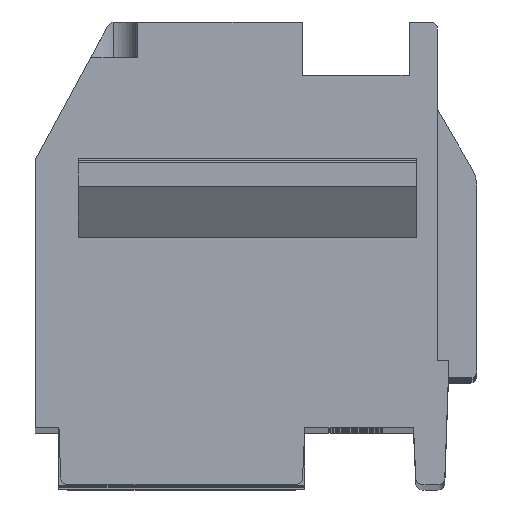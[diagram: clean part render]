
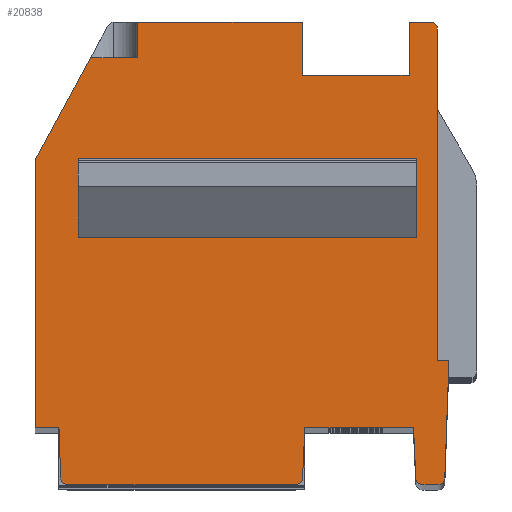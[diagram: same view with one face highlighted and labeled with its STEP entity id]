
A CAD part, top view. The second image highlights one B-rep face of the part: STEP entity #20838.
In plain terms, the highlighted planar face has unit normal (0, 0, 1).
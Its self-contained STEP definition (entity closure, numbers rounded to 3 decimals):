
#34=DIRECTION('',(0.,1.,0.));
#35=VECTOR('',#34,1.55);
#36=CARTESIAN_POINT('',(-5.188,0.15,82.5));
#37=LINE('',#36,#35);
#38=DIRECTION('',(-1.,0.,0.));
#39=VECTOR('',#38,9.5);
#40=CARTESIAN_POINT('',(4.312,0.15,82.5));
#41=LINE('',#40,#39);
#42=DIRECTION('',(0.,1.,0.));
#43=VECTOR('',#42,1.55);
#44=CARTESIAN_POINT('',(4.312,0.15,82.5));
#45=LINE('',#44,#43);
#46=DIRECTION('',(-1.,0.,0.));
#47=VECTOR('',#46,9.5);
#48=CARTESIAN_POINT('',(4.312,1.7,82.5));
#49=LINE('',#48,#47);
#50=DIRECTION('',(0.,-1.,0.));
#51=VECTOR('',#50,7.041);
#52=CARTESIAN_POINT('',(4.912,3.741,82.5));
#53=LINE('',#52,#51);
#54=DIRECTION('',(1.,0.,0.));
#55=VECTOR('',#54,0.32);
#56=CARTESIAN_POINT('',(4.912,-3.3,82.5));
#57=LINE('',#56,#55);
#58=DIRECTION('',(-0.035,-0.999,0.));
#59=VECTOR('',#58,0.502);
#60=CARTESIAN_POINT('',(5.232,-3.3,82.5));
#61=LINE('',#60,#59);
#62=DIRECTION('',(0.035,0.999,0.));
#63=VECTOR('',#62,2.807);
#64=CARTESIAN_POINT('',(5.116,-6.607,82.5));
#65=LINE('',#64,#63);
#66=CARTESIAN_POINT('',(4.916,-6.6,82.5));
#67=DIRECTION('',(0.,0.,-1.));
#68=DIRECTION('',(0.999,-0.035,0.));
#69=AXIS2_PLACEMENT_3D('',#66,#67,#68);
#71=DIRECTION('',(-1.,0.,0.));
#72=VECTOR('',#71,0.416);
#73=CARTESIAN_POINT('',(4.916,-6.8,82.5));
#74=LINE('',#73,#72);
#75=CARTESIAN_POINT('',(4.501,-6.6,82.5));
#76=DIRECTION('',(0.,0.,-1.));
#77=DIRECTION('',(0.,-1.,0.));
#78=AXIS2_PLACEMENT_3D('',#75,#76,#77);
#80=DIRECTION('',(-0.045,0.999,0.));
#81=VECTOR('',#80,1.411);
#82=CARTESIAN_POINT('',(4.301,-6.609,82.5));
#83=LINE('',#82,#81);
#84=DIRECTION('',(-1.,0.,0.));
#85=VECTOR('',#84,3.052);
#86=CARTESIAN_POINT('',(4.237,-5.2,82.5));
#87=LINE('',#86,#85);
#88=DIRECTION('',(0.045,0.999,0.));
#89=VECTOR('',#88,1.411);
#90=CARTESIAN_POINT('',(1.12,-6.609,82.5));
#91=LINE('',#90,#89);
#92=CARTESIAN_POINT('',(0.92,-6.6,82.5));
#93=DIRECTION('',(0.,0.,1.));
#94=DIRECTION('',(0.,-1.,0.));
#95=AXIS2_PLACEMENT_3D('',#92,#93,#94);
#97=DIRECTION('',(1.,0.,0.));
#98=VECTOR('',#97,6.396);
#99=CARTESIAN_POINT('',(-5.475,-6.8,82.5));
#100=LINE('',#99,#98);
#101=CARTESIAN_POINT('',(-5.475,-6.6,82.5));
#102=DIRECTION('',(0.,0.,1.));
#103=DIRECTION('',(-0.999,-0.035,0.));
#104=AXIS2_PLACEMENT_3D('',#101,#102,#103);
#106=DIRECTION('',(0.035,-0.999,0.));
#107=VECTOR('',#106,1.408);
#108=CARTESIAN_POINT('',(-5.724,-5.2,82.5));
#109=LINE('',#108,#107);
#110=DIRECTION('',(1.,0.,0.));
#111=VECTOR('',#110,0.664);
#112=CARTESIAN_POINT('',(-6.388,-5.2,82.5));
#113=LINE('',#112,#111);
#114=DIRECTION('',(0.,1.,0.));
#115=VECTOR('',#114,7.53);
#116=CARTESIAN_POINT('',(-6.388,-5.2,82.5));
#117=LINE('',#116,#115);
#118=DIRECTION('',(-0.477,-0.879,0.));
#119=VECTOR('',#118,3.266);
#120=CARTESIAN_POINT('',(-4.83,5.2,82.5));
#121=LINE('',#120,#119);
#122=DIRECTION('',(1.,0.,0.));
#123=VECTOR('',#122,1.316);
#124=CARTESIAN_POINT('',(-4.83,5.2,82.5));
#125=LINE('',#124,#123);
#126=DIRECTION('',(0.,1.,0.));
#127=VECTOR('',#126,1.);
#128=CARTESIAN_POINT('',(-3.514,5.2,82.5));
#129=LINE('',#128,#127);
#130=DIRECTION('',(-1.,0.,0.));
#131=VECTOR('',#130,4.626);
#132=CARTESIAN_POINT('',(1.112,6.2,82.5));
#133=LINE('',#132,#131);
#134=DIRECTION('',(0.,-1.,0.));
#135=VECTOR('',#134,1.5);
#136=CARTESIAN_POINT('',(1.112,6.2,82.5));
#137=LINE('',#136,#135);
#138=DIRECTION('',(1.,0.,0.));
#139=VECTOR('',#138,3.);
#140=CARTESIAN_POINT('',(1.112,4.7,82.5));
#141=LINE('',#140,#139);
#142=DIRECTION('',(0.,-1.,0.));
#143=VECTOR('',#142,1.5);
#144=CARTESIAN_POINT('',(4.112,6.2,82.5));
#145=LINE('',#144,#143);
#146=DIRECTION('',(-1.,0.,0.));
#147=VECTOR('',#146,0.6);
#148=CARTESIAN_POINT('',(4.712,6.2,82.5));
#149=LINE('',#148,#147);
#150=CARTESIAN_POINT('',(4.712,6.,82.5));
#151=DIRECTION('',(0.,0.,1.));
#152=DIRECTION('',(1.,0.,0.));
#153=AXIS2_PLACEMENT_3D('',#150,#151,#152);
#155=DIRECTION('',(0.,1.,0.));
#156=VECTOR('',#155,2.259);
#157=CARTESIAN_POINT('',(4.912,3.741,82.5));
#158=LINE('',#157,#156);
#16210=CARTESIAN_POINT('',(4.916,-6.8,82.5));
#16211=CARTESIAN_POINT('',(4.501,-6.8,82.5));
#16212=VERTEX_POINT('',#16210);
#16213=VERTEX_POINT('',#16211);
#16214=CARTESIAN_POINT('',(5.116,-6.607,82.5));
#16215=VERTEX_POINT('',#16214);
#16216=CARTESIAN_POINT('',(-6.388,-5.2,82.5));
#16217=CARTESIAN_POINT('',(-6.388,2.33,82.5));
#16218=VERTEX_POINT('',#16216);
#16219=VERTEX_POINT('',#16217);
#16220=CARTESIAN_POINT('',(4.301,-6.609,82.5));
#16221=CARTESIAN_POINT('',(4.237,-5.2,82.5));
#16222=VERTEX_POINT('',#16220);
#16223=VERTEX_POINT('',#16221);
#16257=CARTESIAN_POINT('',(-4.83,5.2,82.5));
#16258=CARTESIAN_POINT('',(-3.514,5.2,82.5));
#16259=VERTEX_POINT('',#16257);
#16260=VERTEX_POINT('',#16258);
#16261=CARTESIAN_POINT('',(-3.514,6.2,82.5));
#16262=VERTEX_POINT('',#16261);
#16308=CARTESIAN_POINT('',(-5.188,0.15,82.5));
#16309=CARTESIAN_POINT('',(-5.188,1.7,82.5));
#16310=VERTEX_POINT('',#16308);
#16311=VERTEX_POINT('',#16309);
#16312=CARTESIAN_POINT('',(4.312,0.15,82.5));
#16313=CARTESIAN_POINT('',(4.312,1.7,82.5));
#16314=VERTEX_POINT('',#16312);
#16315=VERTEX_POINT('',#16313);
#16368=CARTESIAN_POINT('',(4.912,6.,82.5));
#16369=CARTESIAN_POINT('',(4.712,6.2,82.5));
#16370=VERTEX_POINT('',#16368);
#16371=VERTEX_POINT('',#16369);
#16516=CARTESIAN_POINT('',(4.112,6.2,82.5));
#16517=CARTESIAN_POINT('',(4.112,4.7,82.5));
#16518=VERTEX_POINT('',#16516);
#16519=VERTEX_POINT('',#16517);
#16520=CARTESIAN_POINT('',(1.112,6.2,82.5));
#16521=CARTESIAN_POINT('',(1.112,4.7,82.5));
#16522=VERTEX_POINT('',#16520);
#16523=VERTEX_POINT('',#16521);
#16594=CARTESIAN_POINT('',(-5.675,-6.607,82.5));
#16595=CARTESIAN_POINT('',(-5.475,-6.8,82.5));
#16596=VERTEX_POINT('',#16594);
#16597=VERTEX_POINT('',#16595);
#16598=CARTESIAN_POINT('',(0.92,-6.8,82.5));
#16599=VERTEX_POINT('',#16598);
#16600=CARTESIAN_POINT('',(1.12,-6.609,82.5));
#16601=VERTEX_POINT('',#16600);
#16610=CARTESIAN_POINT('',(1.184,-5.2,82.5));
#16612=VERTEX_POINT('',#16610);
#16616=CARTESIAN_POINT('',(-5.724,-5.2,82.5));
#16617=VERTEX_POINT('',#16616);
#20761=CARTESIAN_POINT('',(4.912,3.741,82.5));
#20762=CARTESIAN_POINT('',(4.912,-3.3,82.5));
#20763=VERTEX_POINT('',#20761);
#20764=VERTEX_POINT('',#20762);
#20765=CARTESIAN_POINT('',(5.232,-3.3,82.5));
#20766=VERTEX_POINT('',#20765);
#20767=CARTESIAN_POINT('',(5.214,-3.802,82.5));
#20768=VERTEX_POINT('',#20767);
#20769=CARTESIAN_POINT('',(0.,0.,82.5));
#20770=DIRECTION('',(0.,0.,1.));
#20771=DIRECTION('',(1.,0.,0.));
#20772=AXIS2_PLACEMENT_3D('',#20769,#20770,#20771);
#20773=PLANE('',#20772);
#20775=ORIENTED_EDGE('',*,*,#20774,.T.);
#20777=ORIENTED_EDGE('',*,*,#20776,.T.);
#20779=ORIENTED_EDGE('',*,*,#20778,.T.);
#20781=ORIENTED_EDGE('',*,*,#20780,.F.);
#20783=ORIENTED_EDGE('',*,*,#20782,.T.);
#20785=ORIENTED_EDGE('',*,*,#20784,.T.);
#20787=ORIENTED_EDGE('',*,*,#20786,.T.);
#20789=ORIENTED_EDGE('',*,*,#20788,.T.);
#20791=ORIENTED_EDGE('',*,*,#20790,.T.);
#20793=ORIENTED_EDGE('',*,*,#20792,.F.);
#20795=ORIENTED_EDGE('',*,*,#20794,.F.);
#20797=ORIENTED_EDGE('',*,*,#20796,.F.);
#20799=ORIENTED_EDGE('',*,*,#20798,.F.);
#20801=ORIENTED_EDGE('',*,*,#20800,.F.);
#20803=ORIENTED_EDGE('',*,*,#20802,.F.);
#20805=ORIENTED_EDGE('',*,*,#20804,.T.);
#20807=ORIENTED_EDGE('',*,*,#20806,.F.);
#20809=ORIENTED_EDGE('',*,*,#20808,.T.);
#20811=ORIENTED_EDGE('',*,*,#20810,.T.);
#20813=ORIENTED_EDGE('',*,*,#20812,.F.);
#20815=ORIENTED_EDGE('',*,*,#20814,.T.);
#20817=ORIENTED_EDGE('',*,*,#20816,.T.);
#20819=ORIENTED_EDGE('',*,*,#20818,.F.);
#20821=ORIENTED_EDGE('',*,*,#20820,.F.);
#20823=ORIENTED_EDGE('',*,*,#20822,.F.);
#20825=ORIENTED_EDGE('',*,*,#20824,.F.);
#20826=EDGE_LOOP('',(#20775,#20777,#20779,#20781,#20783,#20785,#20787,#20789,
#20791,#20793,#20795,#20797,#20799,#20801,#20803,#20805,#20807,#20809,#20811,
#20813,#20815,#20817,#20819,#20821,#20823,#20825));
#20827=FACE_OUTER_BOUND('',#20826,.F.);
#20829=ORIENTED_EDGE('',*,*,#20828,.F.);
#20831=ORIENTED_EDGE('',*,*,#20830,.F.);
#20833=ORIENTED_EDGE('',*,*,#20832,.T.);
#20835=ORIENTED_EDGE('',*,*,#20834,.T.);
#20836=EDGE_LOOP('',(#20829,#20831,#20833,#20835));
#20837=FACE_BOUND('',#20836,.F.);
#70=CIRCLE('',#69,0.2);
#79=CIRCLE('',#78,0.2);
#96=CIRCLE('',#95,0.2);
#105=CIRCLE('',#104,0.2);
#154=CIRCLE('',#153,0.2);
#20774=EDGE_CURVE('',#20763,#20764,#53,.T.);
#20776=EDGE_CURVE('',#20764,#20766,#57,.T.);
#20778=EDGE_CURVE('',#20766,#20768,#61,.T.);
#20780=EDGE_CURVE('',#16215,#20768,#65,.T.);
#20782=EDGE_CURVE('',#16215,#16212,#70,.T.);
#20784=EDGE_CURVE('',#16212,#16213,#74,.T.);
#20786=EDGE_CURVE('',#16213,#16222,#79,.T.);
#20788=EDGE_CURVE('',#16222,#16223,#83,.T.);
#20790=EDGE_CURVE('',#16223,#16612,#87,.T.);
#20792=EDGE_CURVE('',#16601,#16612,#91,.T.);
#20794=EDGE_CURVE('',#16599,#16601,#96,.T.);
#20796=EDGE_CURVE('',#16597,#16599,#100,.T.);
#20798=EDGE_CURVE('',#16596,#16597,#105,.T.);
#20800=EDGE_CURVE('',#16617,#16596,#109,.T.);
#20802=EDGE_CURVE('',#16218,#16617,#113,.T.);
#20804=EDGE_CURVE('',#16218,#16219,#117,.T.);
#20806=EDGE_CURVE('',#16259,#16219,#121,.T.);
#20808=EDGE_CURVE('',#16259,#16260,#125,.T.);
#20810=EDGE_CURVE('',#16260,#16262,#129,.T.);
#20812=EDGE_CURVE('',#16522,#16262,#133,.T.);
#20814=EDGE_CURVE('',#16522,#16523,#137,.T.);
#20816=EDGE_CURVE('',#16523,#16519,#141,.T.);
#20818=EDGE_CURVE('',#16518,#16519,#145,.T.);
#20820=EDGE_CURVE('',#16371,#16518,#149,.T.);
#20822=EDGE_CURVE('',#16370,#16371,#154,.T.);
#20824=EDGE_CURVE('',#20763,#16370,#158,.T.);
#20828=EDGE_CURVE('',#16310,#16311,#37,.T.);
#20830=EDGE_CURVE('',#16314,#16310,#41,.T.);
#20832=EDGE_CURVE('',#16314,#16315,#45,.T.);
#20834=EDGE_CURVE('',#16315,#16311,#49,.T.);
#20838=ADVANCED_FACE('',(#20827,#20837),#20773,.T.);
